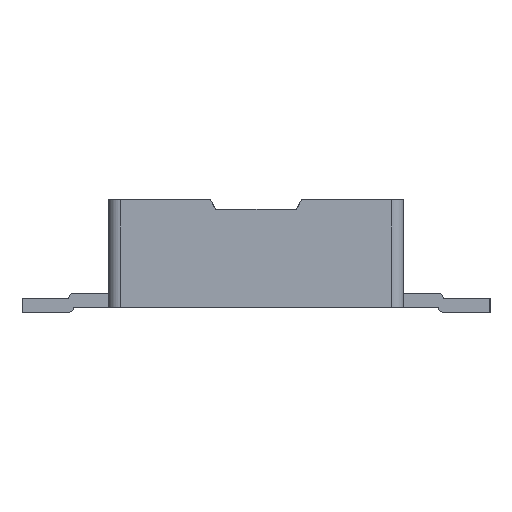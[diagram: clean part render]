
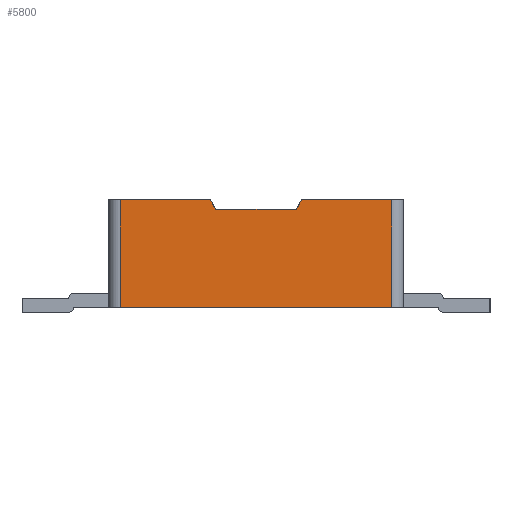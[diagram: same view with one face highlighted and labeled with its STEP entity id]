
A CAD part, left-side view. The second image highlights one B-rep face of the part: STEP entity #5800.
In plain terms, the highlighted planar face has unit normal (-1, 0, 0).
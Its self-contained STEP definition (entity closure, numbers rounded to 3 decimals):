
#290=FACE_OUTER_BOUND($,#624,.T.);
#624=EDGE_LOOP($,(#4358,#4359,#4360,#4361,#4362,#4363,#4364,#4365));
#1080=LINE($,#8609,#1832);
#1083=LINE($,#8614,#1835);
#1087=LINE($,#8622,#1839);
#1090=LINE($,#8627,#1842);
#1095=LINE($,#8635,#1847);
#1159=LINE($,#8779,#1911);
#1160=LINE($,#8782,#1912);
#1161=LINE($,#8783,#1913);
#1832=VECTOR($,#6941,0.385);
#1835=VECTOR($,#6946,0.046);
#1839=VECTOR($,#6952,0.344);
#1842=VECTOR($,#6957,0.046);
#1847=VECTOR($,#6966,0.385);
#1911=VECTOR($,#7120,0.46);
#1912=VECTOR($,#7123,0.46);
#1913=VECTOR($,#7124,1.16);
#2522=VERTEX_POINT($,#8606);
#2523=VERTEX_POINT($,#8608);
#2524=VERTEX_POINT($,#8613);
#2527=VERTEX_POINT($,#8621);
#2528=VERTEX_POINT($,#8626);
#2529=VERTEX_POINT($,#8634);
#2564=VERTEX_POINT($,#8777);
#2565=VERTEX_POINT($,#8781);
#3144=EDGE_CURVE($,#2522,#2523,#1080,.T.);
#3147=EDGE_CURVE($,#2523,#2524,#1083,.T.);
#3151=EDGE_CURVE($,#2524,#2527,#1087,.T.);
#3154=EDGE_CURVE($,#2527,#2528,#1090,.T.);
#3159=EDGE_CURVE($,#2528,#2529,#1095,.T.);
#3232=EDGE_CURVE($,#2522,#2564,#1159,.T.);
#3233=EDGE_CURVE($,#2565,#2529,#1160,.T.);
#3234=EDGE_CURVE($,#2565,#2564,#1161,.T.);
#4358=ORIENTED_EDGE($,*,*,#3233,.T.);
#4359=ORIENTED_EDGE($,*,*,#3159,.F.);
#4360=ORIENTED_EDGE($,*,*,#3154,.F.);
#4361=ORIENTED_EDGE($,*,*,#3151,.F.);
#4362=ORIENTED_EDGE($,*,*,#3147,.F.);
#4363=ORIENTED_EDGE($,*,*,#3144,.F.);
#4364=ORIENTED_EDGE($,*,*,#3232,.T.);
#4365=ORIENTED_EDGE($,*,*,#3234,.F.);
#5493=PLANE($,#6202);
#5800=ADVANCED_FACE($,(#290),#5493,.F.);
#6202=AXIS2_PLACEMENT_3D($,#8780,#7121,#7122);
#6941=DIRECTION($,(0.,-1.,0.));
#6946=DIRECTION($,(0.,-0.5,-0.866));
#6952=DIRECTION($,(0.,-1.,0.));
#6957=DIRECTION($,(0.,-0.5,0.866));
#6966=DIRECTION($,(0.,-1.,0.));
#7120=DIRECTION($,(0.,0.,-1.));
#7121=DIRECTION('center_axis',(1.,0.,0.));
#7122=DIRECTION('ref_axis',(0.,1.,0.));
#7123=DIRECTION($,(0.,0.,1.));
#7124=DIRECTION($,(0.,1.,0.));
#8606=CARTESIAN_POINT('',(-5.02,0.58,0.48));
#8608=CARTESIAN_POINT('',(-5.02,0.195,0.48));
#8609=CARTESIAN_POINT($,(-5.02,0.58,0.48));
#8613=CARTESIAN_POINT('',(-5.02,0.172,0.44));
#8614=CARTESIAN_POINT($,(-5.02,0.195,0.48));
#8621=CARTESIAN_POINT('',(-5.02,-0.172,0.44));
#8622=CARTESIAN_POINT($,(-5.02,0.172,0.44));
#8626=CARTESIAN_POINT('',(-5.02,-0.195,0.48));
#8627=CARTESIAN_POINT($,(-5.02,-0.172,0.44));
#8634=CARTESIAN_POINT('',(-5.02,-0.58,0.48));
#8635=CARTESIAN_POINT($,(-5.02,-0.195,0.48));
#8777=CARTESIAN_POINT('',(-5.02,0.58,0.02));
#8779=CARTESIAN_POINT($,(-5.02,0.58,0.48));
#8780=CARTESIAN_POINT('Origin',(-5.02,0.,0.02));
#8781=CARTESIAN_POINT('',(-5.02,-0.58,0.02));
#8782=CARTESIAN_POINT($,(-5.02,-0.58,0.02));
#8783=CARTESIAN_POINT($,(-5.02,-0.58,0.02));
